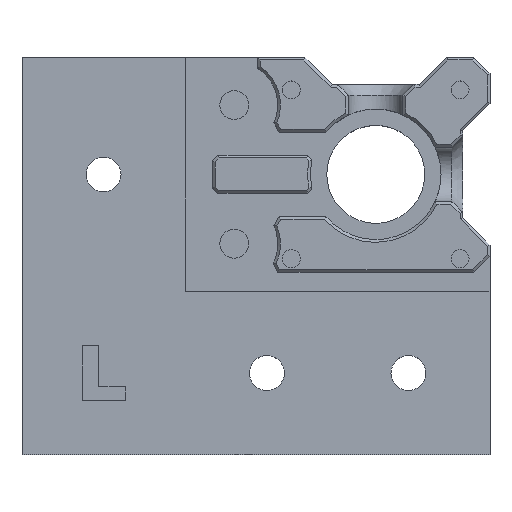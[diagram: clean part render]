
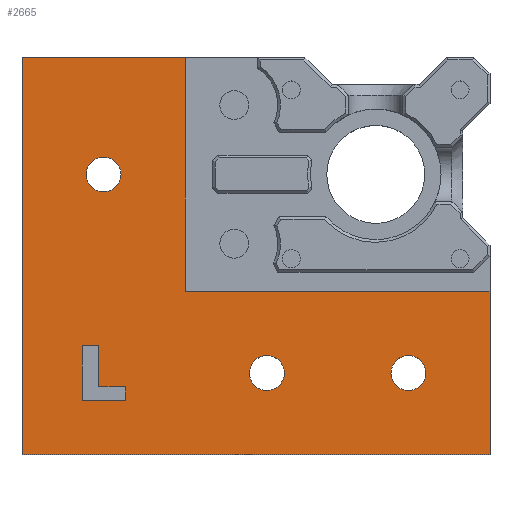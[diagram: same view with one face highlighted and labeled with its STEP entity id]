
A CAD part, top view. The second image highlights one B-rep face of the part: STEP entity #2665.
In plain terms, the highlighted planar face has unit normal (0, 0, 1).
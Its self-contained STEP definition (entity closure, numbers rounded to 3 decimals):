
#34=FACE_BOUND('',#476,.T.);
#35=FACE_BOUND('',#477,.T.);
#36=FACE_BOUND('',#478,.T.);
#37=FACE_BOUND('',#479,.T.);
#136=CIRCLE('',#2880,3.2);
#138=CIRCLE('',#2884,3.2);
#140=CIRCLE('',#2888,3.2);
#298=FACE_OUTER_BOUND('',#475,.T.);
#475=EDGE_LOOP('',(#2368,#2369,#2370,#2371,#2372,#2373));
#476=EDGE_LOOP('',(#2374,#2375,#2376,#2377,#2378,#2379));
#477=EDGE_LOOP('',(#2380));
#478=EDGE_LOOP('',(#2381));
#479=EDGE_LOOP('',(#2382));
#480=LINE('',#3616,#774);
#484=LINE('',#3624,#778);
#487=LINE('',#3630,#781);
#490=LINE('',#3636,#784);
#493=LINE('',#3642,#787);
#496=LINE('',#3647,#790);
#587=LINE('',#3973,#881);
#733=LINE('',#4332,#1027);
#737=LINE('',#4340,#1031);
#739=LINE('',#4343,#1033);
#771=LINE('',#4425,#1065);
#773=LINE('',#4428,#1067);
#774=VECTOR('',#2896,10.);
#778=VECTOR('',#2902,10.);
#781=VECTOR('',#2907,10.);
#784=VECTOR('',#2912,10.);
#787=VECTOR('',#2917,10.);
#790=VECTOR('',#2922,10.);
#881=VECTOR('',#3179,10.);
#1027=VECTOR('',#3501,10.);
#1031=VECTOR('',#3509,10.);
#1033=VECTOR('',#3513,10.);
#1065=VECTOR('',#3605,10.);
#1067=VECTOR('',#3609,10.);
#1068=VERTEX_POINT('',#3614);
#1069=VERTEX_POINT('',#3615);
#1072=VERTEX_POINT('',#3623);
#1074=VERTEX_POINT('',#3629);
#1076=VERTEX_POINT('',#3635);
#1078=VERTEX_POINT('',#3641);
#1166=VERTEX_POINT('',#3970);
#1167=VERTEX_POINT('',#3972);
#1267=VERTEX_POINT('',#4329);
#1268=VERTEX_POINT('',#4331);
#1270=VERTEX_POINT('',#4339);
#1285=VERTEX_POINT('',#4404);
#1287=VERTEX_POINT('',#4412);
#1289=VERTEX_POINT('',#4420);
#1290=VERTEX_POINT('',#4424);
#1291=EDGE_CURVE('',#1068,#1069,#480,.T.);
#1295=EDGE_CURVE('',#1072,#1068,#484,.T.);
#1298=EDGE_CURVE('',#1074,#1072,#487,.T.);
#1301=EDGE_CURVE('',#1076,#1074,#490,.T.);
#1304=EDGE_CURVE('',#1078,#1076,#493,.T.);
#1307=EDGE_CURVE('',#1069,#1078,#496,.T.);
#1438=EDGE_CURVE('',#1167,#1166,#587,.T.);
#1607=EDGE_CURVE('',#1268,#1267,#733,.T.);
#1611=EDGE_CURVE('',#1267,#1270,#737,.T.);
#1613=EDGE_CURVE('',#1270,#1167,#739,.T.);
#1643=EDGE_CURVE('',#1285,#1285,#136,.T.);
#1647=EDGE_CURVE('',#1287,#1287,#138,.T.);
#1651=EDGE_CURVE('',#1289,#1289,#140,.T.);
#1652=EDGE_CURVE('',#1290,#1268,#771,.T.);
#1654=EDGE_CURVE('',#1166,#1290,#773,.T.);
#2368=ORIENTED_EDGE('',*,*,#1613,.T.);
#2369=ORIENTED_EDGE('',*,*,#1438,.T.);
#2370=ORIENTED_EDGE('',*,*,#1654,.T.);
#2371=ORIENTED_EDGE('',*,*,#1652,.T.);
#2372=ORIENTED_EDGE('',*,*,#1607,.T.);
#2373=ORIENTED_EDGE('',*,*,#1611,.T.);
#2374=ORIENTED_EDGE('',*,*,#1291,.T.);
#2375=ORIENTED_EDGE('',*,*,#1307,.T.);
#2376=ORIENTED_EDGE('',*,*,#1304,.T.);
#2377=ORIENTED_EDGE('',*,*,#1301,.T.);
#2378=ORIENTED_EDGE('',*,*,#1298,.T.);
#2379=ORIENTED_EDGE('',*,*,#1295,.T.);
#2380=ORIENTED_EDGE('',*,*,#1643,.T.);
#2381=ORIENTED_EDGE('',*,*,#1647,.T.);
#2382=ORIENTED_EDGE('',*,*,#1651,.T.);
#2507=PLANE('',#2891);
#2665=ADVANCED_FACE('',(#298,#34,#35,#36,#37),#2507,.T.);
#2880=AXIS2_PLACEMENT_3D('',#4406,#3581,#3582);
#2884=AXIS2_PLACEMENT_3D('',#4414,#3591,#3592);
#2888=AXIS2_PLACEMENT_3D('',#4422,#3601,#3602);
#2891=AXIS2_PLACEMENT_3D('',#4429,#3610,#3611);
#2896=DIRECTION('',(0.,1.,0.));
#2902=DIRECTION('',(-1.,0.,0.));
#2907=DIRECTION('',(0.,-1.,0.));
#2912=DIRECTION('',(1.,0.,0.));
#2917=DIRECTION('',(0.,-1.,0.));
#2922=DIRECTION('',(1.,0.,0.));
#3179=DIRECTION('',(-1.,0.,0.));
#3501=DIRECTION('',(0.,1.,0.));
#3509=DIRECTION('',(-1.,0.,0.));
#3513=DIRECTION('',(0.,1.,0.));
#3581=DIRECTION('center_axis',(0.,0.,-1.));
#3582=DIRECTION('ref_axis',(-1.,0.,0.));
#3591=DIRECTION('center_axis',(0.,0.,-1.));
#3592=DIRECTION('ref_axis',(-1.,0.,0.));
#3601=DIRECTION('center_axis',(0.,0.,-1.));
#3602=DIRECTION('ref_axis',(-1.,0.,0.));
#3605=DIRECTION('',(1.,0.,0.));
#3609=DIRECTION('',(0.,-1.,0.));
#3610=DIRECTION('center_axis',(0.,0.,1.));
#3611=DIRECTION('ref_axis',(1.,0.,0.));
#3614=CARTESIAN_POINT('',(-84.956,10.,6.));
#3615=CARTESIAN_POINT('',(-84.956,20.,6.));
#3616=CARTESIAN_POINT('',(-84.956,23.25,6.));
#3623=CARTESIAN_POINT('',(-77.044,10.,6.));
#3624=CARTESIAN_POINT('',(-65.022,10.,6.));
#3629=CARTESIAN_POINT('',(-77.044,12.462,6.));
#3630=CARTESIAN_POINT('',(-77.044,24.481,6.));
#3635=CARTESIAN_POINT('',(-81.866,12.462,6.));
#3636=CARTESIAN_POINT('',(-67.433,12.462,6.));
#3641=CARTESIAN_POINT('',(-81.866,20.,6.));
#3642=CARTESIAN_POINT('',(-81.866,28.25,6.));
#3647=CARTESIAN_POINT('',(-68.978,20.,6.));
#3970=CARTESIAN_POINT('',(-96.,73.,6.));
#3972=CARTESIAN_POINT('',(-66.,73.,6.));
#3973=CARTESIAN_POINT('',(-96.,73.,6.));
#4329=CARTESIAN_POINT('',(-10.,30.,6.));
#4331=CARTESIAN_POINT('',(-10.,0.,6.));
#4332=CARTESIAN_POINT('',(-10.,73.,6.));
#4339=CARTESIAN_POINT('',(-66.,30.,6.));
#4340=CARTESIAN_POINT('',(-59.5,30.,6.));
#4343=CARTESIAN_POINT('',(-66.,54.75,6.));
#4404=CARTESIAN_POINT('',(-21.8,15.,6.));
#4406=CARTESIAN_POINT('Origin',(-25.,15.,6.));
#4412=CARTESIAN_POINT('',(-77.8,51.5,6.));
#4414=CARTESIAN_POINT('Origin',(-81.,51.5,6.));
#4420=CARTESIAN_POINT('',(-47.8,15.,6.));
#4422=CARTESIAN_POINT('Origin',(-51.,15.,6.));
#4424=CARTESIAN_POINT('',(-96.,0.,6.));
#4425=CARTESIAN_POINT('',(-10.,0.,6.));
#4428=CARTESIAN_POINT('',(-96.,0.,6.));
#4429=CARTESIAN_POINT('Origin',(-53.,36.5,6.));
